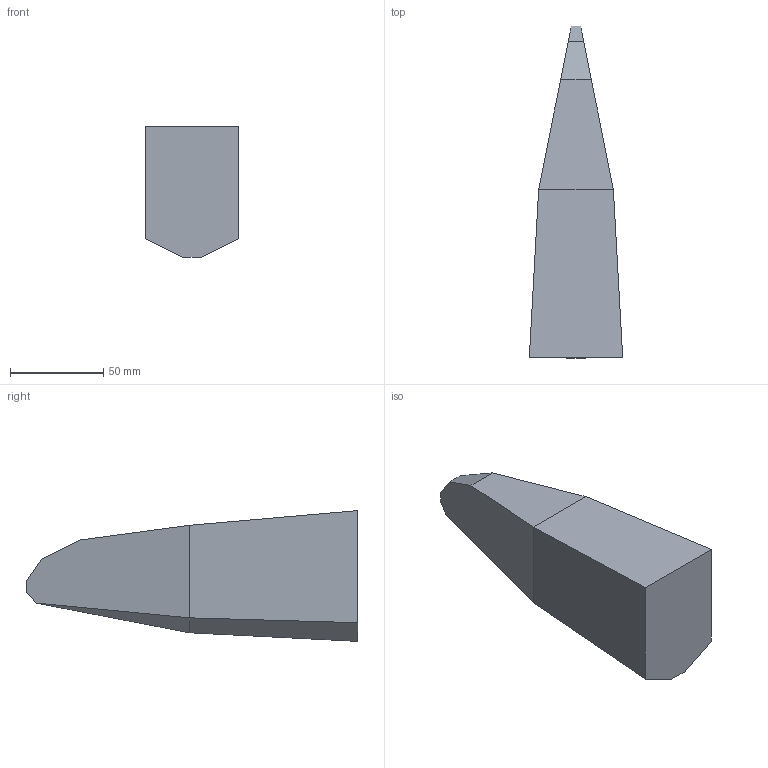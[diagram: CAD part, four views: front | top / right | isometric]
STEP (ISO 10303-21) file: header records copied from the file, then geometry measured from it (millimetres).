
FILE_DESCRIPTION(('FreeCAD Model'),'2;1');
FILE_NAME('o-cat_nose.step', '2020-05-06T21:27:00',('Author'),(''), 'Open CASCADE STEP processor 7.3','FreeCAD','Unknown');
FILE_SCHEMA(('AUTOMOTIVE_DESIGN { 1 0 10303 214 1 1 1 1 }'));
Length unit declared in the file: millimetre
Products named in the file (1): Pocket001
Bounding box: 50 x 177.71 x 70 mm (x, y, z)
Volume: 331919.4 mm3; surface area: 32590.2 mm2
Topology: 1 solids, 1 shells, 17 faces, 39 edges, 22 vertices
Faces by surface type: plane 11, bspline 6
Entity records: 911 total; most frequent: CARTESIAN_POINT 207, DIRECTION 97, ORIENTED_EDGE 74, PCURVE 74, DEFINITIONAL_REPRESENTATION 74, LINE 73, VECTOR 73, B_SPLINE_CURVE_WITH_KNOTS 38
